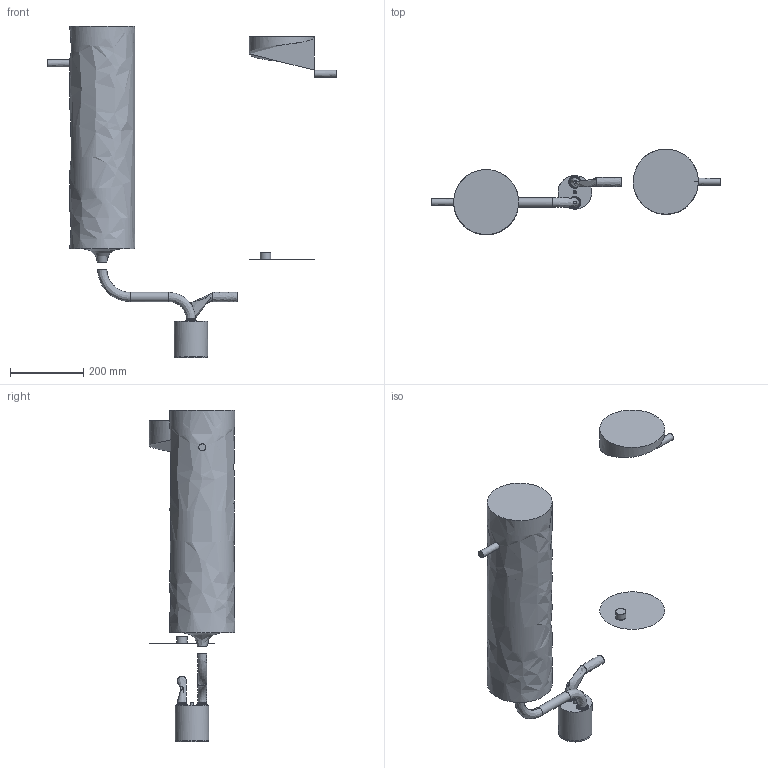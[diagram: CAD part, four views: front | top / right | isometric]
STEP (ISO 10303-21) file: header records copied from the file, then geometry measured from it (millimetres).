
FILE_DESCRIPTION((''),'2;1');
FILE_NAME('','2022-03-02T11:39:30',(''),(''),'','CADfix','');
FILE_SCHEMA(('AP242_MANAGED_MODEL_BASED_3D_ENGINEERING_MIM_LF { 1 0 10303 442 2 1 4 }'));
Length unit declared in the file: millimetre
Bounding box: 791.57 x 233.85 x 907.74 mm (x, y, z)
Surface area: 591802.8 mm2 (no closed solid volume)
Topology: 0 solids, 4 shells, 102 faces, 301 edges, 200 vertices
Faces by surface type: bspline 102
Entity records: 5078 total; most frequent: CARTESIAN_POINT 2577, STYLED_ITEM 796, ORIENTED_EDGE 516, EDGE_CURVE 308, VERTEX_POINT 180, EDGE_LOOP 153, QUASI_UNIFORM_CURVE 106, FACE_OUTER_BOUND 96
